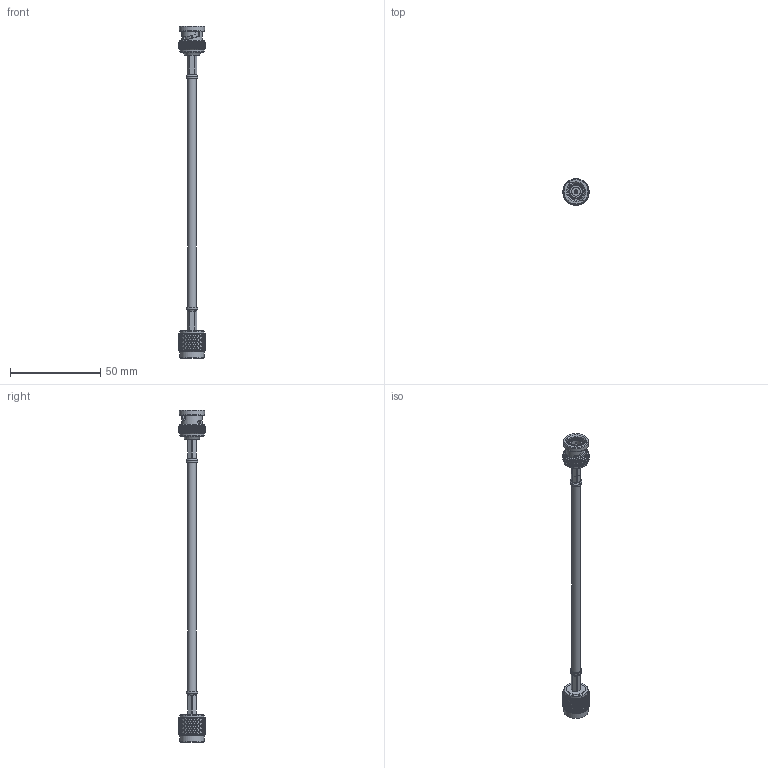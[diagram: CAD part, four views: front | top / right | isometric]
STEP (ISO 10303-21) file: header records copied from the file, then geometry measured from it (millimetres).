
FILE_DESCRIPTION (( 'STEP AP203' ), '1' );
FILE_NAME ('PE3497.step', '2020-04-09T15:45:13', ( '' ), ( '' ), 'SwSTEP 2.0', 'SolidWorks 2018', '' );
FILE_SCHEMA (( 'CONFIG_CONTROL_DESIGN' ));
Length unit declared in the file: inch
Products named in the file (4): Copy of PE4156 ｦ SC4262^PE3497_Crimped; PE3497; Copy of PE4016 ｦ SC6025^PE3497_CRIMPED; Copy of Coax Cable^PE3497_RG58
Assembly tree (3 placements, depth 2):
  PE3497
    Copy of Coax Cable^PE3497_RG58
    Copy of PE4016 ｦ SC6025^PE3497_CRIMPED
    Copy of PE4156 ｦ SC4262^PE3497_Crimped
Bounding box: 14.5 x 14.5 x 184.18 mm (x, y, z)
Volume: 6102.5 mm3; surface area: 7181.8 mm2
Topology: 5 solids, 5 shells, 3113 faces, 6725 edges, 3644 vertices
Faces by surface type: bspline 2019, cylinder 694, plane 239, cone 160, sphere 1
Full cylindrical faces by diameter (mm): 0.711 x1, 1.016 x1, 1.092 x1, 1.27 x2, 1.46 x1, 1.627 x1, 1.905 x1, 2.054 x1, 2.184 x1, 2.212 x1, 2.489 x1, 3.2 x2, 3.81 x1, 4.496 x1, 4.928 x1, 4.953 x1, 5.08 x1, 5.484 x2, 6.5 x2, 6.904 x1, 7.057 x1, 7.501 x1, 7.569 x1, 9.395 x1, 9.991 x1, 10.387 x1, 11.112 x6, 11.395 x1, 11.515 x1, 13.38 x2
Entity records: 119393 total; most frequent: CARTESIAN_POINT 75374, ORIENTED_EDGE 13250, EDGE_CURVE 6625, DIRECTION 3717, VERTEX_POINT 3610, EDGE_LOOP 3197, FACE_OUTER_BOUND 3153, ADVANCED_FACE 3107
